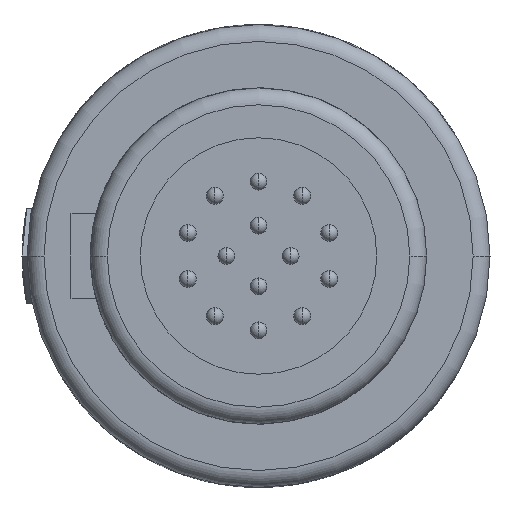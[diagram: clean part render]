
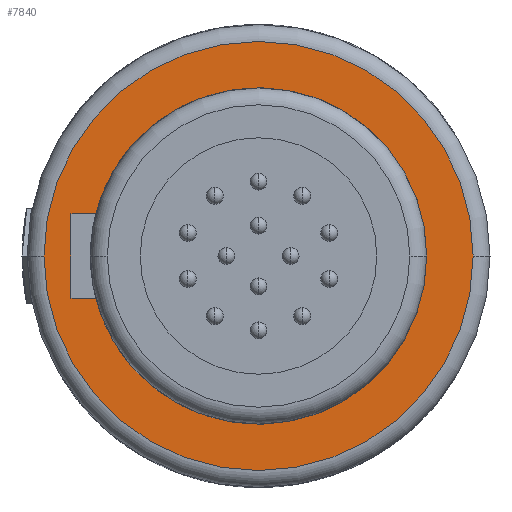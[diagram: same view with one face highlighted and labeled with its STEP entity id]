
A CAD part, left-side view. The second image highlights one B-rep face of the part: STEP entity #7840.
In plain terms, the highlighted planar face has unit normal (-1, 0, 0).
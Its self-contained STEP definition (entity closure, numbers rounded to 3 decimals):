
#1982=CARTESIAN_POINT('',(-6.7,0.,0.));
#1983=DIRECTION('',(-1.,0.,0.));
#1984=DIRECTION('',(0.,-1.,0.));
#1985=AXIS2_PLACEMENT_3D('',#1982,#1983,#1984);
#1987=CARTESIAN_POINT('',(-6.7,0.,0.));
#1988=DIRECTION('',(-1.,0.,0.));
#1989=DIRECTION('',(0.,1.,0.));
#1990=AXIS2_PLACEMENT_3D('',#1987,#1988,#1989);
#1992=DIRECTION('',(0.,1.,0.));
#1993=VECTOR('',#1992,0.735);
#1994=CARTESIAN_POINT('',(-6.7,4.815,-1.25));
#1995=LINE('',#1994,#1993);
#1996=DIRECTION('',(0.,1.,0.));
#1997=VECTOR('',#1996,0.735);
#1998=CARTESIAN_POINT('',(-6.7,4.815,1.25));
#1999=LINE('',#1998,#1997);
#2000=DIRECTION('',(0.,0.,1.));
#2001=VECTOR('',#2000,2.5);
#2002=CARTESIAN_POINT('',(-6.7,5.55,-1.25));
#2003=LINE('',#2002,#2001);
#2029=CARTESIAN_POINT('',(-6.7,0.,0.));
#2030=DIRECTION('',(1.,0.,0.));
#2031=DIRECTION('',(0.,0.968,0.251));
#2032=AXIS2_PLACEMENT_3D('',#2029,#2030,#2031);
#2066=CARTESIAN_POINT('',(-6.7,0.,0.));
#2067=DIRECTION('',(-1.,0.,0.));
#2068=DIRECTION('',(0.,0.968,-0.251));
#2069=AXIS2_PLACEMENT_3D('',#2066,#2067,#2068);
#4528=CARTESIAN_POINT('',(-6.7,-6.35,0.));
#4529=CARTESIAN_POINT('',(-6.7,6.35,0.));
#4530=VERTEX_POINT('',#4528);
#4531=VERTEX_POINT('',#4529);
#4544=CARTESIAN_POINT('',(-6.7,-4.975,0.));
#4545=VERTEX_POINT('',#4544);
#5226=CARTESIAN_POINT('',(-6.7,4.815,-1.25));
#5227=CARTESIAN_POINT('',(-6.7,5.55,-1.25));
#5228=VERTEX_POINT('',#5226);
#5229=VERTEX_POINT('',#5227);
#5230=CARTESIAN_POINT('',(-6.7,4.815,1.25));
#5231=CARTESIAN_POINT('',(-6.7,5.55,1.25));
#5232=VERTEX_POINT('',#5230);
#5233=VERTEX_POINT('',#5231);
#7818=CARTESIAN_POINT('',(-6.7,0.,0.));
#7819=DIRECTION('',(1.,0.,0.));
#7820=DIRECTION('',(0.,-1.,0.));
#7821=AXIS2_PLACEMENT_3D('',#7818,#7819,#7820);
#7822=PLANE('',#7821);
#7824=ORIENTED_EDGE('',*,*,#7823,.F.);
#7825=ORIENTED_EDGE('',*,*,#7801,.F.);
#7826=EDGE_LOOP('',(#7824,#7825));
#7827=FACE_OUTER_BOUND('',#7826,.F.);
#7829=ORIENTED_EDGE('',*,*,#7828,.F.);
#7831=ORIENTED_EDGE('',*,*,#7830,.T.);
#7833=ORIENTED_EDGE('',*,*,#7832,.F.);
#7835=ORIENTED_EDGE('',*,*,#7834,.T.);
#7837=ORIENTED_EDGE('',*,*,#7836,.F.);
#7838=EDGE_LOOP('',(#7829,#7831,#7833,#7835,#7837));
#7839=FACE_BOUND('',#7838,.F.);
#1986=CIRCLE('',#1985,6.35);
#1991=CIRCLE('',#1990,6.35);
#2033=CIRCLE('',#2032,4.975);
#2070=CIRCLE('',#2069,4.975);
#7801=EDGE_CURVE('',#4531,#4530,#1991,.T.);
#7823=EDGE_CURVE('',#4530,#4531,#1986,.T.);
#7828=EDGE_CURVE('',#5228,#5229,#1995,.T.);
#7830=EDGE_CURVE('',#5228,#4545,#2070,.T.);
#7832=EDGE_CURVE('',#5232,#4545,#2033,.T.);
#7834=EDGE_CURVE('',#5232,#5233,#1999,.T.);
#7836=EDGE_CURVE('',#5229,#5233,#2003,.T.);
#7840=ADVANCED_FACE('',(#7827,#7839),#7822,.F.);
